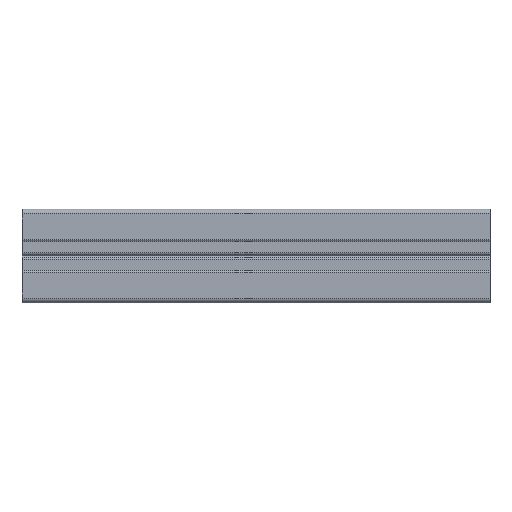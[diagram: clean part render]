
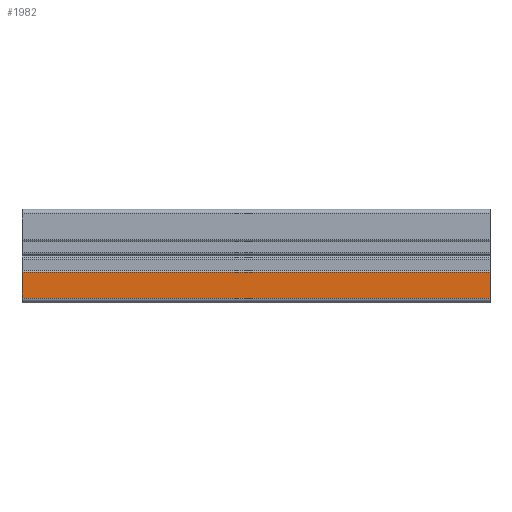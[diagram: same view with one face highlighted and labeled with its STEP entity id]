
A CAD part, left-side view. The second image highlights one B-rep face of the part: STEP entity #1982.
In plain terms, the highlighted planar face has unit normal (-1, 0, 0).
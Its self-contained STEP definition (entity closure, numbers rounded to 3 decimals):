
#609 = VERTEX_POINT ( 'NONE', #3200 ) ;
#638 = VECTOR ( 'NONE', #2791, 1000. ) ;
#647 = VECTOR ( 'NONE', #3930, 1000. ) ;
#776 = CARTESIAN_POINT ( 'NONE',  ( 0., 100., 0. ) ) ;
#923 = CARTESIAN_POINT ( 'NONE',  ( 0., 0., 0. ) ) ;
#1039 = VECTOR ( 'NONE', #2516, 1000. ) ;
#1118 = VERTEX_POINT ( 'NONE', #1702 ) ;
#1196 = LINE ( 'NONE', #1515, #638 ) ;
#1231 = AXIS2_PLACEMENT_3D ( 'NONE', #1654, #2985, #2277 ) ;
#1458 = ORIENTED_EDGE ( 'NONE', *, *, #2488, .F. ) ;
#1515 = CARTESIAN_POINT ( 'NONE',  ( 0., 100., -13.5 ) ) ;
#1530 = CARTESIAN_POINT ( 'NONE',  ( 0., 0., -13.5 ) ) ;
#1581 = DIRECTION ( 'NONE',  ( 0., 0., -1. ) ) ;
#1634 = LINE ( 'NONE', #923, #1039 ) ;
#1654 = CARTESIAN_POINT ( 'NONE',  ( 0., 100., 0. ) ) ;
#1702 = CARTESIAN_POINT ( 'NONE',  ( 0., 100., -13.5 ) ) ;
#1797 = ORIENTED_EDGE ( 'NONE', *, *, #4098, .T. ) ;
#1842 = ORIENTED_EDGE ( 'NONE', *, *, #3143, .F. ) ;
#1982 = ADVANCED_FACE ( 'NONE', ( #3287 ), #3611, .T. ) ;
#1991 = CARTESIAN_POINT ( 'NONE',  ( 0., 100., -19. ) ) ;
#2127 = VECTOR ( 'NONE', #1581, 1000. ) ;
#2277 = DIRECTION ( 'NONE',  ( 0., 0., 1. ) ) ;
#2488 = EDGE_CURVE ( 'NONE', #1118, #3418, #1196, .T. ) ;
#2516 = DIRECTION ( 'NONE',  ( 0., 0., -1. ) ) ;
#2539 = CARTESIAN_POINT ( 'NONE',  ( 0., 100., -19. ) ) ;
#2641 = VERTEX_POINT ( 'NONE', #2539 ) ;
#2791 = DIRECTION ( 'NONE',  ( 0., -1., 0. ) ) ;
#2947 = LINE ( 'NONE', #1991, #647 ) ;
#2985 = DIRECTION ( 'NONE',  ( -1., 0., 0. ) ) ;
#2992 = LINE ( 'NONE', #776, #2127 ) ;
#3143 = EDGE_CURVE ( 'NONE', #3418, #609, #1634, .T. ) ;
#3185 = EDGE_CURVE ( 'NONE', #2641, #609, #2947, .T. ) ;
#3200 = CARTESIAN_POINT ( 'NONE',  ( 0., 0., -19. ) ) ;
#3287 = FACE_OUTER_BOUND ( 'NONE', #4101, .T. ) ;
#3418 = VERTEX_POINT ( 'NONE', #1530 ) ;
#3611 = PLANE ( 'NONE',  #1231 ) ;
#3930 = DIRECTION ( 'NONE',  ( 0., -1., 0. ) ) ;
#4051 = ORIENTED_EDGE ( 'NONE', *, *, #3185, .T. ) ;
#4098 = EDGE_CURVE ( 'NONE', #1118, #2641, #2992, .T. ) ;
#4101 = EDGE_LOOP ( 'NONE', ( #1797, #4051, #1842, #1458 ) ) ;
